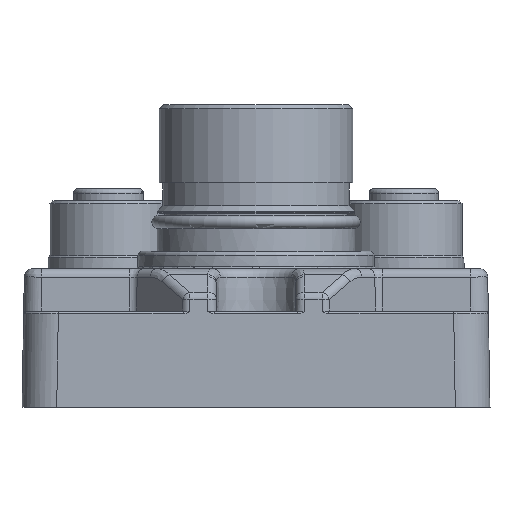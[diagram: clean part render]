
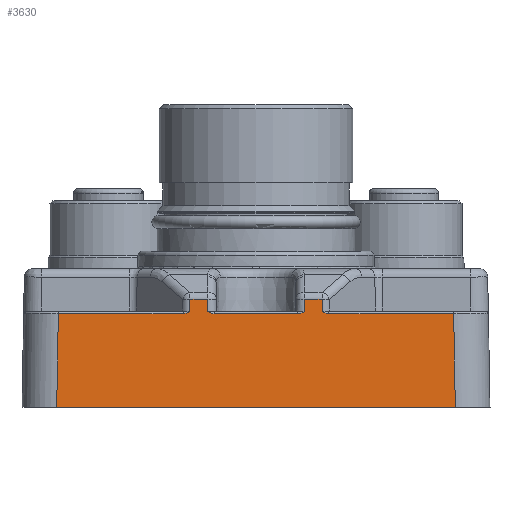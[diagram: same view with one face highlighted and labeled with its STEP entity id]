
A CAD part, left-side view. The second image highlights one B-rep face of the part: STEP entity #3630.
In plain terms, the highlighted planar face has unit normal (-1, 0, 0.018).
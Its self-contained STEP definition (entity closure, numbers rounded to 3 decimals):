
#484=LINE('',#21712,#1253);
#487=LINE('',#21723,#1256);
#552=LINE('',#23281,#1321);
#554=LINE('',#23828,#1323);
#555=LINE('',#23829,#1324);
#556=LINE('',#23830,#1325);
#557=LINE('',#23831,#1326);
#558=LINE('',#23833,#1327);
#559=LINE('',#23834,#1328);
#560=LINE('',#23835,#1329);
#561=LINE('',#23837,#1330);
#562=LINE('',#23839,#1331);
#1253=VECTOR('',#16951,1.);
#1256=VECTOR('',#16960,1.);
#1321=VECTOR('',#17261,1.);
#1323=VECTOR('',#17277,1.);
#1324=VECTOR('',#17278,1.);
#1325=VECTOR('',#17279,1.);
#1326=VECTOR('',#17280,1.);
#1327=VECTOR('',#17281,1.);
#1328=VECTOR('',#17282,1.);
#1329=VECTOR('',#17283,1.);
#1330=VECTOR('',#17284,1.);
#1331=VECTOR('',#17285,1.);
#1807=B_SPLINE_CURVE_WITH_KNOTS('',3,(#21850,#21851,#21852,#21853,#21854,
#21855,#21856,#21857,#21858,#21859,#21860,#21861,#21862),.UNSPECIFIED.,
 .F.,.F.,(4,1,1,1,1,1,1,1,1,1,4),(0.,0.083,0.167,
0.333,0.5,0.667,0.75,0.833,0.917,
0.958,1.),.UNSPECIFIED.);
#1834=B_SPLINE_CURVE_WITH_KNOTS('',3,(#23046,#23047,#23048,#23049,#23050,
#23051,#23052,#23053,#23054,#23055,#23056,#23057,#23058),.UNSPECIFIED.,
 .F.,.F.,(4,1,1,1,1,1,1,1,1,1,4),(0.,0.042,0.083,
0.167,0.25,0.333,0.5,0.667,0.833,
0.917,1.),.UNSPECIFIED.);
#1836=B_SPLINE_CURVE_WITH_KNOTS('',3,(#23359,#23360,#23361,#23362,#23363,
#23364,#23365,#23366,#23367,#23368,#23369,#23370,#23371),.UNSPECIFIED.,
 .F.,.F.,(4,1,1,1,1,1,1,1,1,1,4),(0.,0.042,0.083,
0.167,0.25,0.333,0.5,0.667,0.833,
0.917,1.),.UNSPECIFIED.);
#1837=B_SPLINE_CURVE_WITH_KNOTS('',3,(#23567,#23568,#23569,#23570,#23571,
#23572,#23573,#23574,#23575,#23576,#23577,#23578,#23579),.UNSPECIFIED.,
 .F.,.F.,(4,1,1,1,1,1,1,1,1,1,4),(0.,0.083,0.167,
0.333,0.5,0.667,0.75,0.833,0.917,
0.958,1.),.UNSPECIFIED.);
#2486=FACE_OUTER_BOUND('',#5510,.T.);
#3070=PLANE('',#14612);
#3630=ADVANCED_FACE('2217-0-10',(#2486),#3070,.T.);
#5510=EDGE_LOOP('',(#7665,#7666,#7667,#7668,#7669,#7670,#7671,#7672,#7673,
#7674,#7675,#7676,#7677,#7678,#7679,#7680));
#7665=ORIENTED_EDGE('',*,*,#12020,.T.);
#7666=ORIENTED_EDGE('',*,*,#12021,.T.);
#7667=ORIENTED_EDGE('',*,*,#12022,.T.);
#7668=ORIENTED_EDGE('',*,*,#12011,.T.);
#7669=ORIENTED_EDGE('',*,*,#12002,.T.);
#7670=ORIENTED_EDGE('',*,*,#12010,.T.);
#7671=ORIENTED_EDGE('',*,*,#12023,.T.);
#7672=ORIENTED_EDGE('',*,*,#12024,.T.);
#7673=ORIENTED_EDGE('',*,*,#12025,.T.);
#7674=ORIENTED_EDGE('',*,*,#11861,.T.);
#7675=ORIENTED_EDGE('',*,*,#11834,.T.);
#7676=ORIENTED_EDGE('',*,*,#12026,.T.);
#7677=ORIENTED_EDGE('',*,*,#12027,.F.);
#7678=ORIENTED_EDGE('',*,*,#12028,.T.);
#7679=ORIENTED_EDGE('',*,*,#11829,.T.);
#7680=ORIENTED_EDGE('',*,*,#11996,.T.);
#10401=VERTEX_POINT('',#21711);
#10402=VERTEX_POINT('',#21713);
#10406=VERTEX_POINT('',#21722);
#10407=VERTEX_POINT('',#21724);
#10423=VERTEX_POINT('',#21863);
#10427=VERTEX_POINT('',#22112);
#10508=VERTEX_POINT('',#23045);
#10510=VERTEX_POINT('',#23256);
#10514=VERTEX_POINT('',#23280);
#10515=VERTEX_POINT('',#23282);
#10520=VERTEX_POINT('',#23358);
#10521=VERTEX_POINT('',#23580);
#10525=VERTEX_POINT('',#23822);
#10528=VERTEX_POINT('',#23832);
#10529=VERTEX_POINT('',#23836);
#10530=VERTEX_POINT('',#23838);
#11829=EDGE_CURVE('',#10402,#10401,#484,.T.);
#11834=EDGE_CURVE('',#10407,#10406,#487,.T.);
#11861=EDGE_CURVE('',#10423,#10407,#1807,.T.);
#11996=EDGE_CURVE('',#10401,#10508,#1834,.T.);
#12002=EDGE_CURVE('',#10515,#10514,#552,.T.);
#12010=EDGE_CURVE('',#10514,#10520,#1836,.T.);
#12011=EDGE_CURVE('',#10521,#10515,#1837,.T.);
#12020=EDGE_CURVE('',#10508,#10510,#554,.T.);
#12021=EDGE_CURVE('',#10510,#10525,#555,.T.);
#12022=EDGE_CURVE('',#10525,#10521,#556,.T.);
#12023=EDGE_CURVE('',#10520,#10528,#557,.T.);
#12024=EDGE_CURVE('',#10528,#10427,#558,.T.);
#12025=EDGE_CURVE('',#10427,#10423,#559,.T.);
#12026=EDGE_CURVE('',#10406,#10529,#560,.T.);
#12027=EDGE_CURVE('',#10530,#10529,#561,.T.);
#12028=EDGE_CURVE('',#10530,#10402,#562,.T.);
#14612=AXIS2_PLACEMENT_3D('',#23840,#17286,#17287);
#16951=DIRECTION('',(0.,1.,0.));
#16960=DIRECTION('',(0.,1.,0.));
#17261=DIRECTION('',(0.,1.,0.));
#17277=DIRECTION('',(0.017,0.009,1.));
#17278=DIRECTION('',(0.,1.,0.));
#17279=DIRECTION('',(-0.017,0.009,-1.));
#17280=DIRECTION('',(0.017,0.009,1.));
#17281=DIRECTION('',(0.,1.,0.));
#17282=DIRECTION('',(-0.017,0.009,-1.));
#17283=DIRECTION('',(-0.017,0.017,-1.));
#17284=DIRECTION('',(0.,1.,0.));
#17285=DIRECTION('',(0.017,0.017,1.));
#17286=DIRECTION('',(-1.,0.,0.017));
#17287=DIRECTION('',(0.,1.,0.));
#21711=CARTESIAN_POINT('',(-40.058,34.608,-5.197));
#21712=CARTESIAN_POINT('',(-40.058,20.209,-5.197));
#21713=CARTESIAN_POINT('',(-40.058,20.209,-5.197));
#21722=CARTESIAN_POINT('',(-40.058,65.791,-5.197));
#21723=CARTESIAN_POINT('',(-40.058,51.392,-5.197));
#21724=CARTESIAN_POINT('',(-40.058,51.392,-5.197));
#21850=CARTESIAN_POINT('',(-40.055,50.643,-5.));
#21851=CARTESIAN_POINT('',(-40.055,50.664,-5.005));
#21852=CARTESIAN_POINT('',(-40.055,50.705,-5.017));
#21853=CARTESIAN_POINT('',(-40.056,50.788,-5.044));
#21854=CARTESIAN_POINT('',(-40.056,50.891,-5.08));
#21855=CARTESIAN_POINT('',(-40.057,51.014,-5.124));
#21856=CARTESIAN_POINT('',(-40.058,51.118,-5.156));
#21857=CARTESIAN_POINT('',(-40.058,51.201,-5.176));
#21858=CARTESIAN_POINT('',(-40.058,51.264,-5.187));
#21859=CARTESIAN_POINT('',(-40.058,51.317,-5.193));
#21860=CARTESIAN_POINT('',(-40.058,51.36,-5.196));
#21861=CARTESIAN_POINT('',(-40.058,51.381,-5.197));
#21862=CARTESIAN_POINT('',(-40.058,51.392,-5.197));
#21863=CARTESIAN_POINT('',(-40.055,50.643,-5.));
#22112=CARTESIAN_POINT('',(-40.03,50.63,-3.557));
#23045=CARTESIAN_POINT('',(-40.055,35.357,-5.));
#23046=CARTESIAN_POINT('',(-40.058,34.608,-5.197));
#23047=CARTESIAN_POINT('',(-40.058,34.619,-5.197));
#23048=CARTESIAN_POINT('',(-40.058,34.64,-5.196));
#23049=CARTESIAN_POINT('',(-40.058,34.683,-5.193));
#23050=CARTESIAN_POINT('',(-40.058,34.736,-5.187));
#23051=CARTESIAN_POINT('',(-40.058,34.799,-5.176));
#23052=CARTESIAN_POINT('',(-40.058,34.882,-5.156));
#23053=CARTESIAN_POINT('',(-40.057,34.986,-5.124));
#23054=CARTESIAN_POINT('',(-40.056,35.109,-5.08));
#23055=CARTESIAN_POINT('',(-40.056,35.212,-5.044));
#23056=CARTESIAN_POINT('',(-40.055,35.295,-5.017));
#23057=CARTESIAN_POINT('',(-40.055,35.336,-5.005));
#23058=CARTESIAN_POINT('',(-40.055,35.357,-5.));
#23256=CARTESIAN_POINT('',(-40.03,35.37,-3.557));
#23280=CARTESIAN_POINT('',(-40.058,47.808,-5.197));
#23281=CARTESIAN_POINT('',(-40.058,38.192,-5.197));
#23282=CARTESIAN_POINT('',(-40.058,38.192,-5.197));
#23358=CARTESIAN_POINT('',(-40.055,48.556,-5.));
#23359=CARTESIAN_POINT('',(-40.058,47.808,-5.197));
#23360=CARTESIAN_POINT('',(-40.058,47.818,-5.197));
#23361=CARTESIAN_POINT('',(-40.058,47.84,-5.196));
#23362=CARTESIAN_POINT('',(-40.058,47.883,-5.193));
#23363=CARTESIAN_POINT('',(-40.058,47.936,-5.187));
#23364=CARTESIAN_POINT('',(-40.058,47.999,-5.176));
#23365=CARTESIAN_POINT('',(-40.058,48.082,-5.156));
#23366=CARTESIAN_POINT('',(-40.057,48.185,-5.124));
#23367=CARTESIAN_POINT('',(-40.056,48.309,-5.08));
#23368=CARTESIAN_POINT('',(-40.056,48.411,-5.044));
#23369=CARTESIAN_POINT('',(-40.055,48.494,-5.017));
#23370=CARTESIAN_POINT('',(-40.055,48.535,-5.005));
#23371=CARTESIAN_POINT('',(-40.055,48.556,-5.));
#23567=CARTESIAN_POINT('',(-40.055,37.444,-5.));
#23568=CARTESIAN_POINT('',(-40.055,37.465,-5.005));
#23569=CARTESIAN_POINT('',(-40.055,37.506,-5.017));
#23570=CARTESIAN_POINT('',(-40.056,37.589,-5.044));
#23571=CARTESIAN_POINT('',(-40.056,37.691,-5.08));
#23572=CARTESIAN_POINT('',(-40.057,37.815,-5.124));
#23573=CARTESIAN_POINT('',(-40.058,37.918,-5.156));
#23574=CARTESIAN_POINT('',(-40.058,38.001,-5.176));
#23575=CARTESIAN_POINT('',(-40.058,38.064,-5.187));
#23576=CARTESIAN_POINT('',(-40.058,38.117,-5.193));
#23577=CARTESIAN_POINT('',(-40.058,38.16,-5.196));
#23578=CARTESIAN_POINT('',(-40.058,38.182,-5.197));
#23579=CARTESIAN_POINT('',(-40.058,38.192,-5.197));
#23580=CARTESIAN_POINT('',(-40.055,37.444,-5.));
#23822=CARTESIAN_POINT('',(-40.03,37.431,-3.557));
#23828=CARTESIAN_POINT('',(-40.055,35.357,-5.));
#23829=CARTESIAN_POINT('',(-40.03,15.805,-3.557));
#23830=CARTESIAN_POINT('',(-40.02,37.426,-3.));
#23831=CARTESIAN_POINT('',(-40.055,48.556,-5.));
#23832=CARTESIAN_POINT('',(-40.03,48.569,-3.557));
#23833=CARTESIAN_POINT('',(-40.03,50.625,-3.557));
#23834=CARTESIAN_POINT('',(-40.02,50.625,-3.));
#23835=CARTESIAN_POINT('',(-40.058,65.791,-5.197));
#23836=CARTESIAN_POINT('',(-40.247,65.98,-16.));
#23837=CARTESIAN_POINT('',(-40.247,20.02,-16.));
#23838=CARTESIAN_POINT('',(-40.247,20.02,-16.));
#23839=CARTESIAN_POINT('',(-40.247,20.02,-16.));
#23840=CARTESIAN_POINT('',(-40.015,15.805,-2.69));
